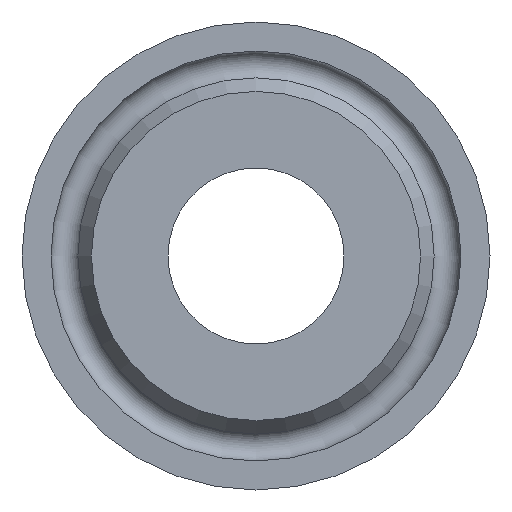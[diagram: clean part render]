
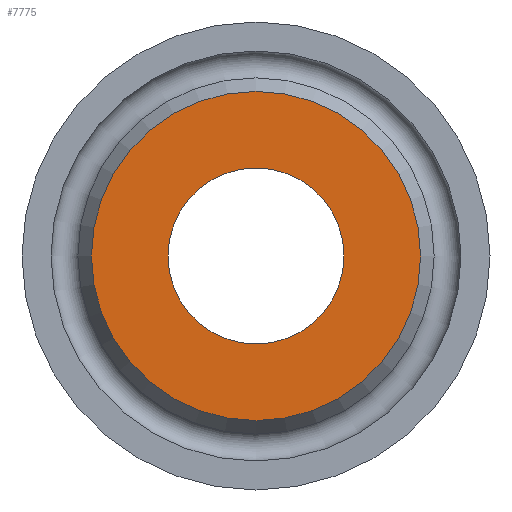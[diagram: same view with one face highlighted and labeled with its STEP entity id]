
A CAD part, left-side view. The second image highlights one B-rep face of the part: STEP entity #7775.
In plain terms, the highlighted planar face has unit normal (-1, 0, 0).
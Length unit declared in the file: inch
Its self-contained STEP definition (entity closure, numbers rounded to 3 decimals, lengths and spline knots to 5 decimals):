
#60=FACE_BOUND('',#1378,.T.);
#303=PLANE('',#8295);
#912=FACE_OUTER_BOUND('',#1377,.T.);
#1377=EDGE_LOOP('',(#7267,#7268));
#1378=EDGE_LOOP('',(#7269,#7270));
#1576=CIRCLE('',#8277,0.185);
#1577=CIRCLE('',#8278,0.185);
#1588=CIRCLE('',#8293,0.34605);
#1589=CIRCLE('',#8294,0.34605);
#3784=VERTEX_POINT('',#17393);
#3785=VERTEX_POINT('',#17394);
#3794=VERTEX_POINT('',#17421);
#3795=VERTEX_POINT('',#17422);
#4939=EDGE_CURVE('',#3784,#3785,#1576,.T.);
#4941=EDGE_CURVE('',#3785,#3784,#1577,.T.);
#4953=EDGE_CURVE('',#3794,#3795,#1588,.T.);
#4954=EDGE_CURVE('',#3795,#3794,#1589,.T.);
#7267=ORIENTED_EDGE('',*,*,#4953,.T.);
#7268=ORIENTED_EDGE('',*,*,#4954,.T.);
#7269=ORIENTED_EDGE('',*,*,#4939,.F.);
#7270=ORIENTED_EDGE('',*,*,#4941,.F.);
#7775=ADVANCED_FACE('',(#912,#60),#303,.T.);
#8277=AXIS2_PLACEMENT_3D('',#17395,#9785,#9786);
#8278=AXIS2_PLACEMENT_3D('',#17397,#9788,#9789);
#8293=AXIS2_PLACEMENT_3D('',#17423,#9819,#9820);
#8294=AXIS2_PLACEMENT_3D('',#17424,#9821,#9822);
#8295=AXIS2_PLACEMENT_3D('',#17426,#9824,#9825);
#9785=DIRECTION('center_axis',(-1.,0.,0.));
#9786=DIRECTION('ref_axis',(0.,1.,0.));
#9788=DIRECTION('center_axis',(-1.,0.,0.));
#9789=DIRECTION('ref_axis',(0.,1.,0.));
#9819=DIRECTION('center_axis',(-1.,0.,0.));
#9820=DIRECTION('ref_axis',(0.,1.,0.));
#9821=DIRECTION('center_axis',(-1.,0.,0.));
#9822=DIRECTION('ref_axis',(0.,1.,0.));
#9824=DIRECTION('center_axis',(-1.,0.,0.));
#9825=DIRECTION('ref_axis',(0.,0.,1.));
#17393=CARTESIAN_POINT('',(0.031,0.185,0.));
#17394=CARTESIAN_POINT('',(0.031,-0.185,0.));
#17395=CARTESIAN_POINT('Origin',(0.031,0.,0.));
#17397=CARTESIAN_POINT('Origin',(0.031,0.,0.));
#17421=CARTESIAN_POINT('',(0.031,0.34605,0.));
#17422=CARTESIAN_POINT('',(0.031,-0.34605,0.));
#17423=CARTESIAN_POINT('Origin',(0.031,0.,
0.));
#17424=CARTESIAN_POINT('Origin',(0.031,0.,
0.));
#17426=CARTESIAN_POINT('Origin',(0.031,0.26553,0.));
